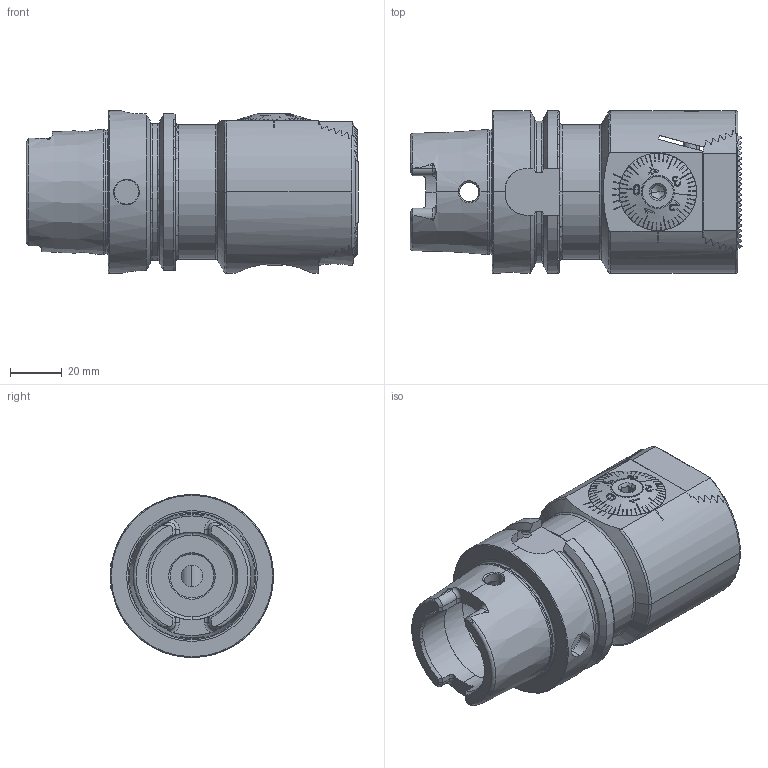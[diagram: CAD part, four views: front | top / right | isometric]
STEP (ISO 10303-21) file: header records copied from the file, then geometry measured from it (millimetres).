
FILE_DESCRIPTION (( 'STEP AP203' ), '1' );
FILE_NAME ('210.806.063.095.STEP', '2018-02-21T13:14:59', ( 'SWIAdmin' ), ( 'Hewlett-Packard Company' ), 'SwSTEP 2.0', 'SolidWorks 2017', '' );
FILE_SCHEMA (( 'CONFIG_CONTROL_DESIGN' ));
Length unit declared in the file: millimetre
Products named in the file (19): A55-BG1.012.007_B; MH1-BG1.001.049; HA6-MH1.K00.095_A_Fertigbearbeitung; ISO 4026 - M10 x 20; DIN 3771 - 25x1.5; A55-BG2.012.006_B; ISO 4762 - M6 x 16; ISO 4026 - M4 x 5; A55-BG2.013.005_C; ISO 4026 - M8 x 6; MH1-BG1.004.049; A55-BG2.011.016_D; ISO 4026 - M10 x 16; MH1-BG2.001.056_D; 210.806.063.095; A55-BG2.014.007_A; MH1-BG3.001.042_D; A55-BG2.015.007_A; MH1-BG1.001.049_B
Assembly tree (18 placements, depth 4):
  210.806.063.095
    HA6-MH1.K00.095_A_Fertigbearbeitung
    MH1-BG1.004.049
      A55-BG2.012.006_B
      A55-BG2.013.005_C
      A55-BG2.015.007_A
        A55-BG2.011.016_D
        A55-BG2.014.007_A
      MH1-BG1.001.049
        MH1-BG1.001.049_B
        A55-BG1.012.007_B
      DIN 3771 - 25x1.5
      ISO 4026 - M4 x 5
    MH1-BG2.001.056_D
    MH1-BG3.001.042_D
    ISO 4026 - M10 x 20
    ISO 4762 - M6 x 16
    ISO 4026 - M8 x 6
    ISO 4026 - M10 x 16
Bounding box: 128.48 x 63 x 63 mm (x, y, z)
Volume: 248598.6 mm3; surface area: 75927.8 mm2
Topology: 15 solids, 15 shells, 1176 faces, 3201 edges, 2048 vertices
Faces by surface type: plane 570, cylinder 265, cone 208, torus 83, bspline 50
Entity records: 46020 total; most frequent: CARTESIAN_POINT 16399, ORIENTED_EDGE 6358, DIRECTION 5083, EDGE_CURVE 3179, VERTEX_POINT 2048, AXIS2_PLACEMENT_3D 1956, EDGE_LOOP 1237, ADVANCED_FACE 1176
